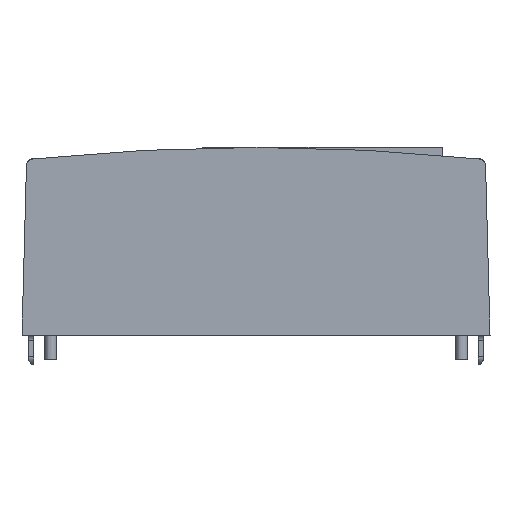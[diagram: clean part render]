
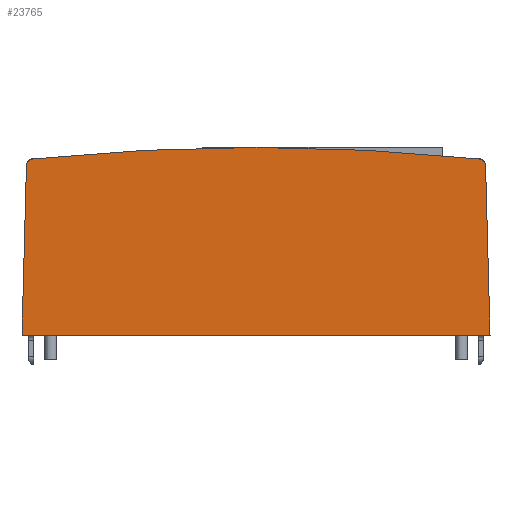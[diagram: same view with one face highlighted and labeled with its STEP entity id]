
A CAD part, left-side view. The second image highlights one B-rep face of the part: STEP entity #23765.
In plain terms, the highlighted face is planar.
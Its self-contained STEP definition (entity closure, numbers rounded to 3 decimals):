
#3567=LINE('',#41604,#5505);
#3572=LINE('',#41621,#5510);
#3574=LINE('',#41626,#5512);
#5505=VECTOR('',#30489,42.859);
#5510=VECTOR('',#30506,42.859);
#5512=VECTOR('',#30514,119.);
#6774=FACE_OUTER_BOUND('',#8131,.T.);
#8131=EDGE_LOOP('',(#20877,#20878,#20879,#20880,#20881,#20882));
#8682=CIRCLE('',#25559,2.);
#8686=CIRCLE('',#25566,2.);
#8687=CIRCLE('',#25569,550.);
#10895=VERTEX_POINT('',#41591);
#10896=VERTEX_POINT('',#41592);
#10900=VERTEX_POINT('',#41602);
#10904=VERTEX_POINT('',#41614);
#10905=VERTEX_POINT('',#41615);
#10906=VERTEX_POINT('',#41620);
#14221=EDGE_CURVE('',#10895,#10896,#8682,.T.);
#14227=EDGE_CURVE('',#10900,#10895,#3567,.T.);
#14232=EDGE_CURVE('',#10904,#10905,#8686,.T.);
#14235=EDGE_CURVE('',#10905,#10906,#3572,.T.);
#14237=EDGE_CURVE('',#10896,#10904,#8687,.T.);
#14238=EDGE_CURVE('',#10906,#10900,#3574,.T.);
#20877=ORIENTED_EDGE('',*,*,#14221,.F.);
#20878=ORIENTED_EDGE('',*,*,#14227,.F.);
#20879=ORIENTED_EDGE('',*,*,#14238,.F.);
#20880=ORIENTED_EDGE('',*,*,#14235,.F.);
#20881=ORIENTED_EDGE('',*,*,#14232,.F.);
#20882=ORIENTED_EDGE('',*,*,#14237,.F.);
#21572=PLANE('',#25571);
#23765=ADVANCED_FACE('',(#6774),#21572,.T.);
#25559=AXIS2_PLACEMENT_3D('',#41593,#30479,#30480);
#25566=AXIS2_PLACEMENT_3D('',#41616,#30500,#30501);
#25569=AXIS2_PLACEMENT_3D('',#41624,#30510,#30511);
#25571=AXIS2_PLACEMENT_3D('',#41627,#30515,#30516);
#30479=DIRECTION('center_axis',(0.,0.,-1.));
#30480=DIRECTION('ref_axis',(0.679,0.734,0.));
#30489=DIRECTION('',(1.,-0.026,0.));
#30500=DIRECTION('center_axis',(0.,0.,-1.));
#30501=DIRECTION('ref_axis',(0.679,-0.734,0.));
#30506=DIRECTION('',(-1.,-0.026,0.));
#30510=DIRECTION('center_axis',(0.,0.,-1.));
#30511=DIRECTION('ref_axis',(0.994,-0.106,0.));
#30514=DIRECTION('',(0.,1.,0.));
#30515=DIRECTION('center_axis',(0.,0.,1.));
#30516=DIRECTION('ref_axis',(1.,0.,0.));
#41591=CARTESIAN_POINT('',(20.546,58.378,1.5));
#41592=CARTESIAN_POINT('',(22.483,56.585,1.5));
#41593=CARTESIAN_POINT('Origin',(20.493,56.379,1.5));
#41602=CARTESIAN_POINT('',(-22.299,59.5,1.5));
#41604=CARTESIAN_POINT('',(22.299,58.332,1.5));
#41614=CARTESIAN_POINT('',(22.483,-56.585,1.5));
#41615=CARTESIAN_POINT('',(20.546,-58.378,1.5));
#41616=CARTESIAN_POINT('Origin',(20.493,-56.379,1.5));
#41620=CARTESIAN_POINT('',(-22.299,-59.5,1.5));
#41621=CARTESIAN_POINT('',(-22.299,-59.5,1.5));
#41624=CARTESIAN_POINT('Origin',(-524.599,0.,1.5));
#41626=CARTESIAN_POINT('',(-22.299,59.5,1.5));
#41627=CARTESIAN_POINT('Origin',(0.524,0.,
1.5));
